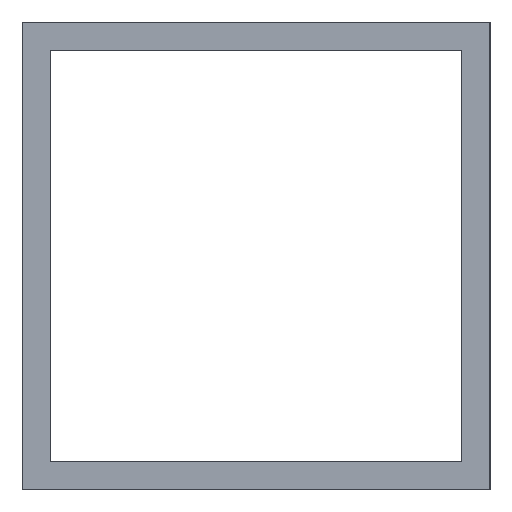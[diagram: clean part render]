
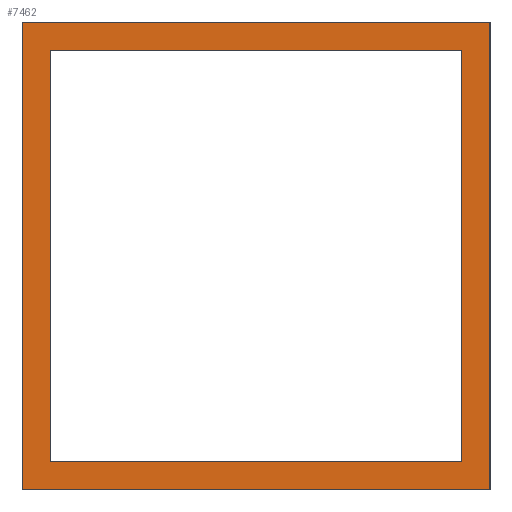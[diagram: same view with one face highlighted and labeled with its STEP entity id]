
A CAD part, left-side view. The second image highlights one B-rep face of the part: STEP entity #7462.
In plain terms, the highlighted planar face has unit normal (-1, 0, 0).
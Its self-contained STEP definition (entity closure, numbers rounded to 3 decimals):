
#648=FACE_BOUND('',#1944,.T.);
#658=PLANE('',#8443);
#984=FACE_OUTER_BOUND('',#1943,.T.);
#1943=EDGE_LOOP('',(#6813,#6814,#6815,#6816));
#1944=EDGE_LOOP('',(#6817,#6818,#6819,#6820));
#2261=LINE('',#12602,#2601);
#2265=LINE('',#12610,#2605);
#2268=LINE('',#12616,#2608);
#2271=LINE('',#12621,#2611);
#2273=LINE('',#12626,#2613);
#2277=LINE('',#12634,#2617);
#2280=LINE('',#12640,#2620);
#2283=LINE('',#12645,#2623);
#2601=VECTOR('',#10660,10.);
#2605=VECTOR('',#10666,10.);
#2608=VECTOR('',#10671,10.);
#2611=VECTOR('',#10676,10.);
#2613=VECTOR('',#10680,10.);
#2617=VECTOR('',#10686,10.);
#2620=VECTOR('',#10691,10.);
#2623=VECTOR('',#10696,10.);
#3889=VERTEX_POINT('',#12600);
#3890=VERTEX_POINT('',#12601);
#3893=VERTEX_POINT('',#12609);
#3895=VERTEX_POINT('',#12615);
#3897=VERTEX_POINT('',#12624);
#3898=VERTEX_POINT('',#12625);
#3901=VERTEX_POINT('',#12633);
#3903=VERTEX_POINT('',#12639);
#4853=EDGE_CURVE('',#3889,#3890,#2261,.T.);
#4857=EDGE_CURVE('',#3893,#3889,#2265,.T.);
#4860=EDGE_CURVE('',#3895,#3893,#2268,.T.);
#4863=EDGE_CURVE('',#3890,#3895,#2271,.T.);
#4865=EDGE_CURVE('',#3897,#3898,#2273,.T.);
#4869=EDGE_CURVE('',#3901,#3897,#2277,.T.);
#4872=EDGE_CURVE('',#3903,#3901,#2280,.T.);
#4875=EDGE_CURVE('',#3898,#3903,#2283,.T.);
#6813=ORIENTED_EDGE('',*,*,#4875,.F.);
#6814=ORIENTED_EDGE('',*,*,#4865,.F.);
#6815=ORIENTED_EDGE('',*,*,#4869,.F.);
#6816=ORIENTED_EDGE('',*,*,#4872,.F.);
#6817=ORIENTED_EDGE('',*,*,#4863,.F.);
#6818=ORIENTED_EDGE('',*,*,#4853,.F.);
#6819=ORIENTED_EDGE('',*,*,#4857,.F.);
#6820=ORIENTED_EDGE('',*,*,#4860,.F.);
#7462=ADVANCED_FACE('',(#984,#648),#658,.F.);
#8443=AXIS2_PLACEMENT_3D('',#12648,#10700,#10701);
#10660=DIRECTION('',(0.,1.,0.));
#10666=DIRECTION('',(0.,0.,1.));
#10671=DIRECTION('',(0.,-1.,0.));
#10676=DIRECTION('',(0.,0.,-1.));
#10680=DIRECTION('',(0.,-1.,0.));
#10686=DIRECTION('',(0.,0.,1.));
#10691=DIRECTION('',(0.,1.,0.));
#10696=DIRECTION('',(0.,0.,-1.));
#10700=DIRECTION('center_axis',(1.,0.,0.));
#10701=DIRECTION('ref_axis',(0.,0.,-1.));
#12600=CARTESIAN_POINT('',(0.,-11.,11.));
#12601=CARTESIAN_POINT('',(0.,11.,11.));
#12602=CARTESIAN_POINT('',(0.,-11.,11.));
#12609=CARTESIAN_POINT('',(0.,-11.,-11.));
#12610=CARTESIAN_POINT('',(0.,-11.,-11.));
#12615=CARTESIAN_POINT('',(0.,11.,-11.));
#12616=CARTESIAN_POINT('',(0.,11.,-11.));
#12621=CARTESIAN_POINT('',(0.,11.,11.));
#12624=CARTESIAN_POINT('',(0.,12.5,12.5));
#12625=CARTESIAN_POINT('',(0.,-12.5,12.5));
#12626=CARTESIAN_POINT('',(0.,12.5,12.5));
#12633=CARTESIAN_POINT('',(0.,12.5,-12.5));
#12634=CARTESIAN_POINT('',(0.,12.5,-12.5));
#12639=CARTESIAN_POINT('',(0.,-12.5,-12.5));
#12640=CARTESIAN_POINT('',(0.,-12.5,-12.5));
#12645=CARTESIAN_POINT('',(0.,-12.5,12.5));
#12648=CARTESIAN_POINT('Origin',(0.,0.,0.));
